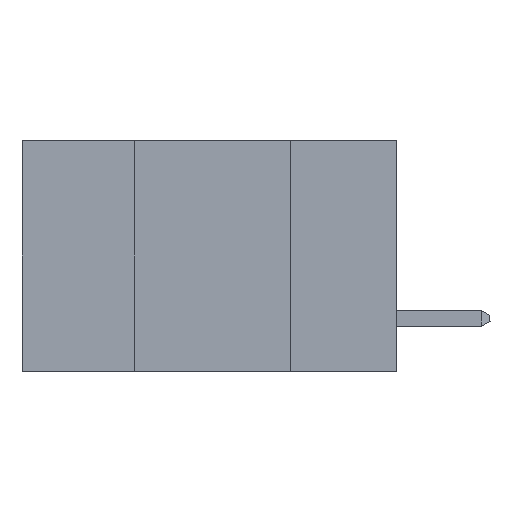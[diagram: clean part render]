
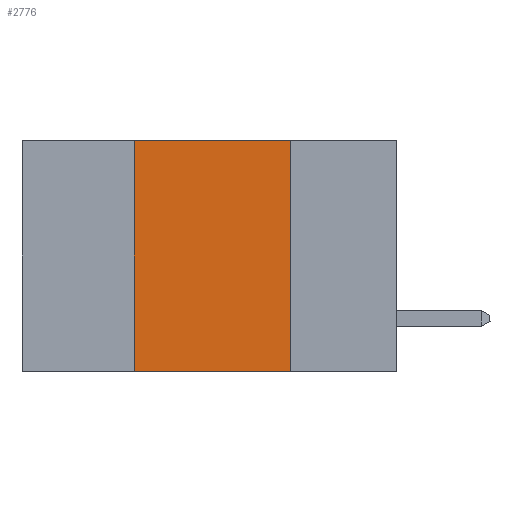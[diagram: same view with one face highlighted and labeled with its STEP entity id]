
A CAD part, left-side view. The second image highlights one B-rep face of the part: STEP entity #2776.
In plain terms, the highlighted planar face has unit normal (-1, 0, 0).
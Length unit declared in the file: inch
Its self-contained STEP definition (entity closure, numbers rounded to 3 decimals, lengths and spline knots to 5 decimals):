
#382 = DIRECTION ( 'NONE',  ( 0., -1., 0. ) ) ;
#886 = EDGE_CURVE ( 'NONE', #7461, #3987, #6795, .T. ) ;
#967 = FACE_OUTER_BOUND ( 'NONE', #3635, .T. ) ;
#1017 = VERTEX_POINT ( 'NONE', #8769 ) ;
#2137 = DIRECTION ( 'NONE',  ( 1., 0., 0. ) ) ;
#2356 = DIRECTION ( 'NONE',  ( 0., 0., -1. ) ) ;
#2495 = CARTESIAN_POINT ( 'NONE',  ( 0., 0.6, 0. ) ) ;
#2726 = VECTOR ( 'NONE', #382, 39.37008 ) ;
#2776 = ADVANCED_FACE ( 'NONE', ( #967 ), #5583, .F. ) ;
#3304 = CARTESIAN_POINT ( 'NONE',  ( 0., 0.6, -0.37 ) ) ;
#3635 = EDGE_LOOP ( 'NONE', ( #6741, #5025, #6401, #6772 ) ) ;
#3703 = VERTEX_POINT ( 'NONE', #6662 ) ;
#3970 = VECTOR ( 'NONE', #6513, 39.37008 ) ;
#3987 = VERTEX_POINT ( 'NONE', #8883 ) ;
#4521 = LINE ( 'NONE', #10391, #4789 ) ;
#4672 = AXIS2_PLACEMENT_3D ( 'NONE', #2495, #2137, #2356 ) ;
#4789 = VECTOR ( 'NONE', #5567, 39.37008 ) ;
#5025 = ORIENTED_EDGE ( 'NONE', *, *, #6018, .F. ) ;
#5212 = EDGE_CURVE ( 'NONE', #7461, #1017, #9958, .T. ) ;
#5567 = DIRECTION ( 'NONE',  ( 0., 0., -1. ) ) ;
#5583 = PLANE ( 'NONE',  #4672 ) ;
#6018 = EDGE_CURVE ( 'NONE', #1017, #3703, #8603, .T. ) ;
#6203 = DIRECTION ( 'NONE',  ( 0., -1., 0. ) ) ;
#6395 = VECTOR ( 'NONE', #6203, 39.37008 ) ;
#6401 = ORIENTED_EDGE ( 'NONE', *, *, #5212, .F. ) ;
#6513 = DIRECTION ( 'NONE',  ( 0., 0., 1. ) ) ;
#6662 = CARTESIAN_POINT ( 'NONE',  ( 0., 0.17, 0. ) ) ;
#6741 = ORIENTED_EDGE ( 'NONE', *, *, #9434, .F. ) ;
#6772 = ORIENTED_EDGE ( 'NONE', *, *, #886, .T. ) ;
#6795 = LINE ( 'NONE', #3304, #2726 ) ;
#7183 = CARTESIAN_POINT ( 'NONE',  ( 0., 0.6, 0. ) ) ;
#7461 = VERTEX_POINT ( 'NONE', #10327 ) ;
#7805 = CARTESIAN_POINT ( 'NONE',  ( 0., 0.42, 0. ) ) ;
#8603 = LINE ( 'NONE', #7183, #6395 ) ;
#8769 = CARTESIAN_POINT ( 'NONE',  ( 0., 0.42, 0. ) ) ;
#8883 = CARTESIAN_POINT ( 'NONE',  ( 0., 0.17, -0.37 ) ) ;
#9434 = EDGE_CURVE ( 'NONE', #3703, #3987, #4521, .T. ) ;
#9958 = LINE ( 'NONE', #7805, #3970 ) ;
#10327 = CARTESIAN_POINT ( 'NONE',  ( 0., 0.42, -0.37 ) ) ;
#10391 = CARTESIAN_POINT ( 'NONE',  ( 0., 0.17, 0. ) ) ;
